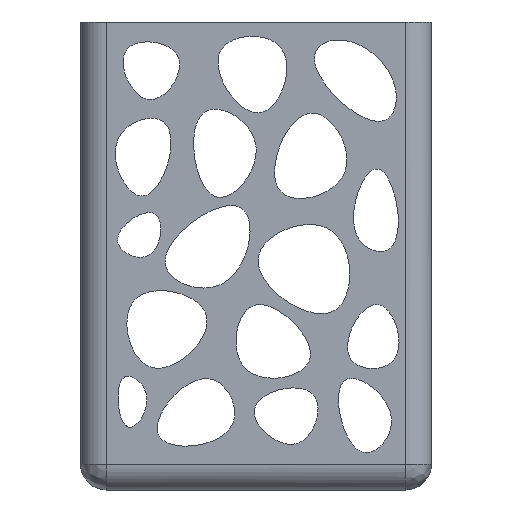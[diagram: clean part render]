
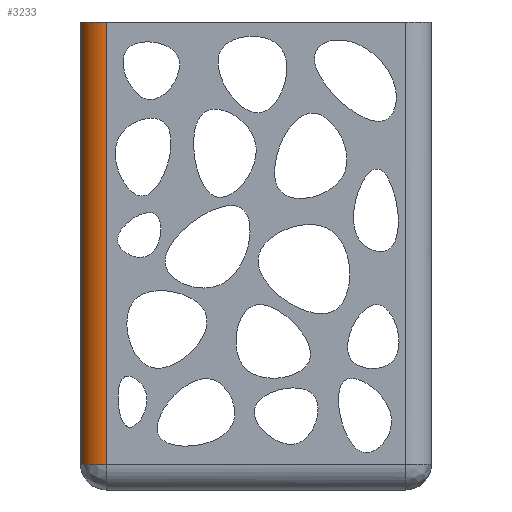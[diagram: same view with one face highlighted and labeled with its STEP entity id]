
A CAD part, left-side view. The second image highlights one B-rep face of the part: STEP entity #3233.
In plain terms, the highlighted free-form (B-spline) face has degree [2, 1] with [3, 2] control points.
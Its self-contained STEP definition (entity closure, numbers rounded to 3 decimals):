
#1348 = EDGE_CURVE('',#1349,#1351,#1353,.T.);
#1349 = VERTEX_POINT('',#1350);
#1350 = CARTESIAN_POINT('',(-64.487,49.926,
    72.808));
#1351 = VERTEX_POINT('',#1352);
#1352 = CARTESIAN_POINT('',(-64.487,49.926,
    2.08));
#1353 = B_SPLINE_CURVE_WITH_KNOTS('',1,(#1354,#1355),.UNSPECIFIED.,.F.,
  .F.,(2,2),(-70.,-2.),.PIECEWISE_BEZIER_KNOTS.);
#1354 = CARTESIAN_POINT('',(-64.487,49.926,
    72.808));
#1355 = CARTESIAN_POINT('',(-64.487,49.926,
    2.08));
#2642 = VERTEX_POINT('',#2643);
#2643 = CARTESIAN_POINT('',(-60.327,54.086,
    2.08));
#2648 = EDGE_CURVE('',#2642,#2649,#2651,.T.);
#2649 = VERTEX_POINT('',#2650);
#2650 = CARTESIAN_POINT('',(-60.327,54.086,
    72.808));
#2651 = B_SPLINE_CURVE_WITH_KNOTS('',1,(#2652,#2653),.UNSPECIFIED.,.F.,
  .F.,(2,2),(2.,70.),.PIECEWISE_BEZIER_KNOTS.);
#2652 = CARTESIAN_POINT('',(-60.327,54.086,
    2.08));
#2653 = CARTESIAN_POINT('',(-60.327,54.086,
    72.808));
#3141 = EDGE_CURVE('',#1349,#2649,#3142,.T.);
#3142 = ( BOUNDED_CURVE() B_SPLINE_CURVE(2,(#3143,#3144,#3145),
.UNSPECIFIED.,.F.,.F.) B_SPLINE_CURVE_WITH_KNOTS((3,3),(0.,
1.571),.PIECEWISE_BEZIER_KNOTS.) CURVE() 
GEOMETRIC_REPRESENTATION_ITEM() RATIONAL_B_SPLINE_CURVE((1.,
0.707,1.)) REPRESENTATION_ITEM('') );
#3143 = CARTESIAN_POINT('',(-64.487,49.926,
    72.808));
#3144 = CARTESIAN_POINT('',(-64.487,54.086,
    72.808));
#3145 = CARTESIAN_POINT('',(-60.327,54.086,
    72.808));
#3233 = ADVANCED_FACE('',(#3234),#3245,.T.);
#3234 = FACE_BOUND('',#3235,.T.);
#3235 = EDGE_LOOP('',(#3236,#3237,#3243,#3244));
#3236 = ORIENTED_EDGE('',*,*,#2648,.F.);
#3237 = ORIENTED_EDGE('',*,*,#3238,.F.);
#3238 = EDGE_CURVE('',#1351,#2642,#3239,.T.);
#3239 = ( BOUNDED_CURVE() B_SPLINE_CURVE(2,(#3240,#3241,#3242),
.UNSPECIFIED.,.F.,.F.) B_SPLINE_CURVE_WITH_KNOTS((3,3),(0.,
1.571),.PIECEWISE_BEZIER_KNOTS.) CURVE() 
GEOMETRIC_REPRESENTATION_ITEM() RATIONAL_B_SPLINE_CURVE((1.,
0.707,1.)) REPRESENTATION_ITEM('') );
#3240 = CARTESIAN_POINT('',(-64.487,49.926,
    2.08));
#3241 = CARTESIAN_POINT('',(-64.487,54.086,
    2.08));
#3242 = CARTESIAN_POINT('',(-60.327,54.086,
    2.08));
#3243 = ORIENTED_EDGE('',*,*,#1348,.F.);
#3244 = ORIENTED_EDGE('',*,*,#3141,.T.);
#3245 = ( BOUNDED_SURFACE() B_SPLINE_SURFACE(2,1,(
    (#3246,#3247)
    ,(#3248,#3249)
    ,(#3250,#3251
)),.UNSPECIFIED.,.F.,.F.,.F.) B_SPLINE_SURFACE_WITH_KNOTS((3,3),(2,2),(
    0.,1.571),(-70.,-2.),.PIECEWISE_BEZIER_KNOTS.) 
GEOMETRIC_REPRESENTATION_ITEM() RATIONAL_B_SPLINE_SURFACE((
    (1.,1.)
    ,(0.707,0.707)
,(1.,1.))) REPRESENTATION_ITEM('') SURFACE() );
#3246 = CARTESIAN_POINT('',(-64.487,49.926,
    72.808));
#3247 = CARTESIAN_POINT('',(-64.487,49.926,
    2.08));
#3248 = CARTESIAN_POINT('',(-64.487,54.086,
    72.808));
#3249 = CARTESIAN_POINT('',(-64.487,54.086,
    2.08));
#3250 = CARTESIAN_POINT('',(-60.327,54.086,
    72.808));
#3251 = CARTESIAN_POINT('',(-60.327,54.086,
    2.08));
